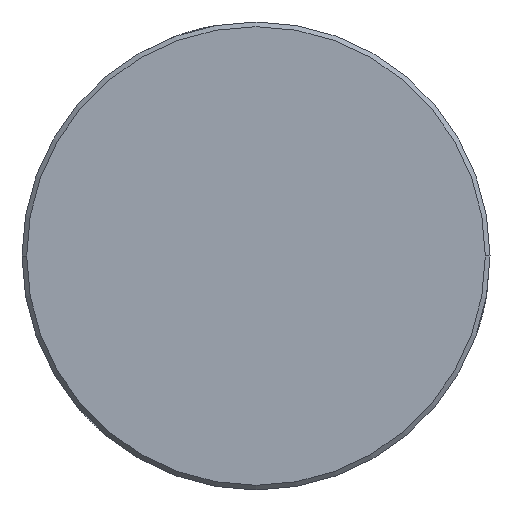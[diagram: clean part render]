
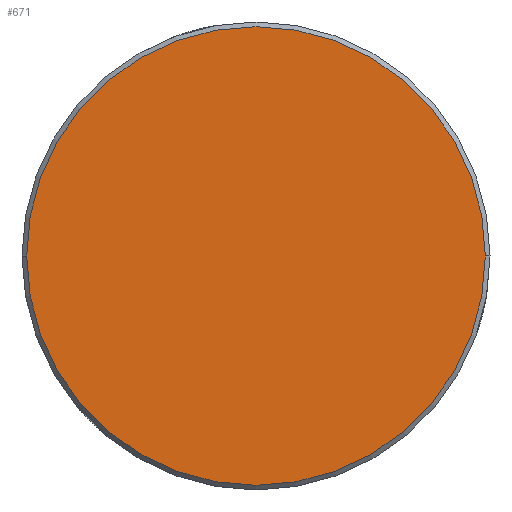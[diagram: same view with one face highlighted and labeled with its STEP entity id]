
A CAD part, left-side view. The second image highlights one B-rep face of the part: STEP entity #671.
In plain terms, the highlighted planar face has unit normal (-1, 0, 0).
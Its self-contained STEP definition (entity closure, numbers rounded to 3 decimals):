
#57 = DIRECTION ( 'NONE',  ( -1., 0., 0. ) ) ;
#84 = AXIS2_PLACEMENT_3D ( 'NONE', #307, #224, #561 ) ;
#186 = FACE_OUTER_BOUND ( 'NONE', #752, .T. ) ;
#215 = PLANE ( 'NONE',  #84 ) ;
#224 = DIRECTION ( 'NONE',  ( -1., 0., 0. ) ) ;
#269 = DIRECTION ( 'NONE',  ( 0., 1., 0. ) ) ;
#285 = CARTESIAN_POINT ( 'NONE',  ( -119.5, 14.7, 0. ) ) ;
#307 = CARTESIAN_POINT ( 'NONE',  ( -119.5, -14.876, -14.876 ) ) ;
#354 = EDGE_CURVE ( 'NONE', #537, #356, #800, .T. ) ;
#356 = VERTEX_POINT ( 'NONE', #285 ) ;
#377 = CARTESIAN_POINT ( 'NONE',  ( -119.5, -14.7, 0. ) ) ;
#454 = CARTESIAN_POINT ( 'NONE',  ( -119.5, 0., 0. ) ) ;
#537 = VERTEX_POINT ( 'NONE', #377 ) ;
#561 = DIRECTION ( 'NONE',  ( 0., 0., 1. ) ) ;
#602 = DIRECTION ( 'NONE',  ( -1., 0., 0. ) ) ;
#624 = DIRECTION ( 'NONE',  ( 0., 1., 0. ) ) ;
#664 = CIRCLE ( 'NONE', #730, 14.7 ) ;
#671 = ADVANCED_FACE ( 'NONE', ( #186 ), #215, .T. ) ;
#693 = AXIS2_PLACEMENT_3D ( 'NONE', #454, #57, #624 ) ;
#730 = AXIS2_PLACEMENT_3D ( 'NONE', #843, #602, #269 ) ;
#752 = EDGE_LOOP ( 'NONE', ( #805, #1024 ) ) ;
#800 = CIRCLE ( 'NONE', #693, 14.7 ) ;
#805 = ORIENTED_EDGE ( 'NONE', *, *, #866, .T. ) ;
#843 = CARTESIAN_POINT ( 'NONE',  ( -119.5, 0., 0. ) ) ;
#866 = EDGE_CURVE ( 'NONE', #356, #537, #664, .T. ) ;
#1024 = ORIENTED_EDGE ( 'NONE', *, *, #354, .T. ) ;
